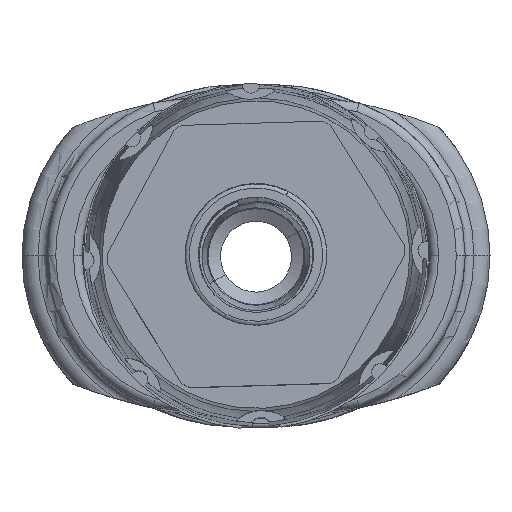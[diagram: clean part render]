
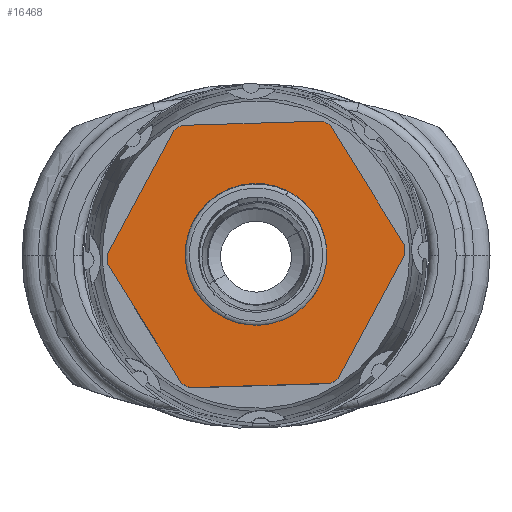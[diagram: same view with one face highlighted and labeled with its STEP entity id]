
A CAD part, top view. The second image highlights one B-rep face of the part: STEP entity #16468.
In plain terms, the highlighted planar face has unit normal (0, 0, 1).
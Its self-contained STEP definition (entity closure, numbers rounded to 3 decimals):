
#14044=AXIS2_PLACEMENT_3D('Circle Axis2P3D',#14042,#14043,$) ;
#14103=AXIS2_PLACEMENT_3D('Circle Axis2P3D',#14101,#14102,$) ;
#14125=AXIS2_PLACEMENT_3D('Circle Axis2P3D',#14123,#14124,$) ;
#14152=AXIS2_PLACEMENT_3D('Circle Axis2P3D',#14150,#14151,$) ;
#14211=AXIS2_PLACEMENT_3D('Circle Axis2P3D',#14209,#14210,$) ;
#14233=AXIS2_PLACEMENT_3D('Circle Axis2P3D',#14231,#14232,$) ;
#16402=AXIS2_PLACEMENT_3D('Plane Axis2P3D',#16399,#16400,#16401) ;
#16420=AXIS2_PLACEMENT_3D('Circle Axis2P3D',#16418,#16419,$) ;
#16429=AXIS2_PLACEMENT_3D('Circle Axis2P3D',#16427,#16428,$) ;
#16436=AXIS2_PLACEMENT_3D('Circle Axis2P3D',#16434,#16435,$) ;
#16443=AXIS2_PLACEMENT_3D('Circle Axis2P3D',#16441,#16442,$) ;
#16450=AXIS2_PLACEMENT_3D('Circle Axis2P3D',#16448,#16449,$) ;
#16457=AXIS2_PLACEMENT_3D('Circle Axis2P3D',#16455,#16456,$) ;
#14042=CARTESIAN_POINT('Axis2P3D Location',(13.2,9.75,75.35)) ;
#14046=CARTESIAN_POINT('Vertex',(8.566,16.756,75.35)) ;
#14048=CARTESIAN_POINT('Vertex',(9.004,17.027,75.35)) ;
#14084=CARTESIAN_POINT('Vertex',(17.404,17.022,75.35)) ;
#14098=CARTESIAN_POINT('Vertex',(16.95,17.266,75.35)) ;
#14101=CARTESIAN_POINT('Axis2P3D Location',(13.2,9.75,75.35)) ;
#14120=CARTESIAN_POINT('Vertex',(21.584,10.26,75.35)) ;
#14123=CARTESIAN_POINT('Axis2P3D Location',(13.2,9.75,75.35)) ;
#14127=CARTESIAN_POINT('Vertex',(21.6,9.745,75.35)) ;
#14150=CARTESIAN_POINT('Axis2P3D Location',(13.2,9.75,75.35)) ;
#14154=CARTESIAN_POINT('Vertex',(17.834,2.744,75.35)) ;
#14156=CARTESIAN_POINT('Vertex',(17.396,2.473,75.35)) ;
#14192=CARTESIAN_POINT('Vertex',(8.996,2.478,75.35)) ;
#14206=CARTESIAN_POINT('Vertex',(9.45,2.234,75.35)) ;
#14209=CARTESIAN_POINT('Axis2P3D Location',(13.2,9.75,75.35)) ;
#14226=CARTESIAN_POINT('Vertex',(4.816,9.24,75.35)) ;
#14231=CARTESIAN_POINT('Axis2P3D Location',(13.2,9.75,75.35)) ;
#14235=CARTESIAN_POINT('Vertex',(4.8,9.755,75.35)) ;
#16267=CARTESIAN_POINT('Line Origine',(6.906,5.859,75.35)) ;
#16285=CARTESIAN_POINT('Line Origine',(13.423,2.353,75.35)) ;
#16303=CARTESIAN_POINT('Line Origine',(6.683,13.255,75.35)) ;
#16321=CARTESIAN_POINT('Line Origine',(19.717,6.245,75.35)) ;
#16339=CARTESIAN_POINT('Line Origine',(19.494,13.641,75.35)) ;
#16357=CARTESIAN_POINT('Line Origine',(12.977,17.147,75.35)) ;
#16399=CARTESIAN_POINT('Axis2P3D Location',(13.2,9.75,75.35)) ;
#16418=CARTESIAN_POINT('Axis2P3D Location',(13.2,9.75,75.35)) ;
#16422=CARTESIAN_POINT('Vertex',(17.198,9.87,75.35)) ;
#16424=CARTESIAN_POINT('Vertex',(16.651,11.773,75.35)) ;
#16427=CARTESIAN_POINT('Axis2P3D Location',(13.2,9.75,75.35)) ;
#16431=CARTESIAN_POINT('Vertex',(13.32,5.752,75.35)) ;
#16434=CARTESIAN_POINT('Axis2P3D Location',(13.2,9.75,75.35)) ;
#16438=CARTESIAN_POINT('Vertex',(9.749,7.727,75.35)) ;
#16441=CARTESIAN_POINT('Axis2P3D Location',(13.2,9.75,75.35)) ;
#16445=CARTESIAN_POINT('Vertex',(9.202,9.63,75.35)) ;
#16448=CARTESIAN_POINT('Axis2P3D Location',(13.2,9.75,75.35)) ;
#16452=CARTESIAN_POINT('Vertex',(13.08,13.748,75.35)) ;
#16455=CARTESIAN_POINT('Axis2P3D Location',(13.2,9.75,75.35)) ;
#14043=DIRECTION('Axis2P3D Direction',(0.,0.,-1.)) ;
#14102=DIRECTION('Axis2P3D Direction',(0.,0.,-1.)) ;
#14124=DIRECTION('Axis2P3D Direction',(0.,0.,-1.)) ;
#14151=DIRECTION('Axis2P3D Direction',(0.,0.,-1.)) ;
#14210=DIRECTION('Axis2P3D Direction',(0.,0.,-1.)) ;
#14232=DIRECTION('Axis2P3D Direction',(0.,0.,-1.)) ;
#16268=DIRECTION('Vector Direction',(-0.526,0.851,0.)) ;
#16286=DIRECTION('Vector Direction',(-1.,-0.03,0.)) ;
#16304=DIRECTION('Vector Direction',(-0.474,-0.881,0.)) ;
#16322=DIRECTION('Vector Direction',(0.474,0.881,0.)) ;
#16340=DIRECTION('Vector Direction',(0.526,-0.851,0.)) ;
#16358=DIRECTION('Vector Direction',(1.,0.03,0.)) ;
#16400=DIRECTION('Axis2P3D Direction',(0.,0.,-1.)) ;
#16401=DIRECTION('Axis2P3D XDirection',(0.03,-1.,0.)) ;
#16419=DIRECTION('Axis2P3D Direction',(0.,0.,-1.)) ;
#16428=DIRECTION('Axis2P3D Direction',(0.,0.,-1.)) ;
#16435=DIRECTION('Axis2P3D Direction',(0.,0.,-1.)) ;
#16442=DIRECTION('Axis2P3D Direction',(0.,0.,-1.)) ;
#16449=DIRECTION('Axis2P3D Direction',(0.,0.,-1.)) ;
#16456=DIRECTION('Axis2P3D Direction',(0.,0.,-1.)) ;
#16269=VECTOR('Line Direction',#16268,1.) ;
#16287=VECTOR('Line Direction',#16286,1.) ;
#16305=VECTOR('Line Direction',#16304,1.) ;
#16323=VECTOR('Line Direction',#16322,1.) ;
#16341=VECTOR('Line Direction',#16340,1.) ;
#16359=VECTOR('Line Direction',#16358,1.) ;
#16405=ORIENTED_EDGE('',*,*,#14050,.F.) ;
#16406=ORIENTED_EDGE('',*,*,#16307,.T.) ;
#16407=ORIENTED_EDGE('',*,*,#14237,.F.) ;
#16408=ORIENTED_EDGE('',*,*,#16271,.F.) ;
#16409=ORIENTED_EDGE('',*,*,#14213,.F.) ;
#16410=ORIENTED_EDGE('',*,*,#16289,.F.) ;
#16411=ORIENTED_EDGE('',*,*,#14158,.F.) ;
#16412=ORIENTED_EDGE('',*,*,#16325,.T.) ;
#16413=ORIENTED_EDGE('',*,*,#14129,.F.) ;
#16414=ORIENTED_EDGE('',*,*,#16343,.F.) ;
#16415=ORIENTED_EDGE('',*,*,#14105,.F.) ;
#16416=ORIENTED_EDGE('',*,*,#16361,.F.) ;
#16461=ORIENTED_EDGE('',*,*,#16426,.F.) ;
#16462=ORIENTED_EDGE('',*,*,#16433,.F.) ;
#16463=ORIENTED_EDGE('',*,*,#16440,.F.) ;
#16464=ORIENTED_EDGE('',*,*,#16447,.F.) ;
#16465=ORIENTED_EDGE('',*,*,#16454,.F.) ;
#16466=ORIENTED_EDGE('',*,*,#16459,.F.) ;
#16467=FACE_BOUND('',#16460,.T.) ;
#16468=ADVANCED_FACE('Hauptk\X2\00F6\X0\rper',(#16417,#16467),#16403,.F.) ;
#14045=CIRCLE('generated circle',#14044,8.4) ;
#14104=CIRCLE('generated circle',#14103,8.4) ;
#14126=CIRCLE('generated circle',#14125,8.4) ;
#14153=CIRCLE('generated circle',#14152,8.4) ;
#14212=CIRCLE('generated circle',#14211,8.4) ;
#14234=CIRCLE('generated circle',#14233,8.4) ;
#16421=CIRCLE('generated circle',#16420,4.) ;
#16430=CIRCLE('generated circle',#16429,4.) ;
#16437=CIRCLE('generated circle',#16436,4.) ;
#16444=CIRCLE('generated circle',#16443,4.) ;
#16451=CIRCLE('generated circle',#16450,4.) ;
#16458=CIRCLE('generated circle',#16457,4.) ;
#14050=EDGE_CURVE('',#14047,#14049,#14045,.T.) ;
#14105=EDGE_CURVE('',#14099,#14085,#14104,.T.) ;
#14129=EDGE_CURVE('',#14121,#14128,#14126,.T.) ;
#14158=EDGE_CURVE('',#14155,#14157,#14153,.T.) ;
#14213=EDGE_CURVE('',#14207,#14193,#14212,.T.) ;
#14237=EDGE_CURVE('',#14227,#14236,#14234,.T.) ;
#16271=EDGE_CURVE('',#14193,#14227,#16270,.T.) ;
#16289=EDGE_CURVE('',#14157,#14207,#16288,.T.) ;
#16307=EDGE_CURVE('',#14047,#14236,#16306,.T.) ;
#16325=EDGE_CURVE('',#14155,#14128,#16324,.T.) ;
#16343=EDGE_CURVE('',#14085,#14121,#16342,.T.) ;
#16361=EDGE_CURVE('',#14049,#14099,#16360,.T.) ;
#16426=EDGE_CURVE('',#16423,#16425,#16421,.F.) ;
#16433=EDGE_CURVE('',#16432,#16423,#16430,.F.) ;
#16440=EDGE_CURVE('',#16439,#16432,#16437,.F.) ;
#16447=EDGE_CURVE('',#16446,#16439,#16444,.F.) ;
#16454=EDGE_CURVE('',#16453,#16446,#16451,.F.) ;
#16459=EDGE_CURVE('',#16425,#16453,#16458,.F.) ;
#16404=EDGE_LOOP('',(#16405,#16406,#16407,#16408,#16409,#16410,#16411,#16412,#16413,#16414,#16415,#16416)) ;
#16460=EDGE_LOOP('',(#16461,#16462,#16463,#16464,#16465,#16466)) ;
#16417=FACE_OUTER_BOUND('',#16404,.T.) ;
#16270=LINE('Line',#16267,#16269) ;
#16288=LINE('Line',#16285,#16287) ;
#16306=LINE('Line',#16303,#16305) ;
#16324=LINE('Line',#16321,#16323) ;
#16342=LINE('Line',#16339,#16341) ;
#16360=LINE('Line',#16357,#16359) ;
#16403=PLANE('',#16402) ;
#14047=VERTEX_POINT('',#14046) ;
#14049=VERTEX_POINT('',#14048) ;
#14085=VERTEX_POINT('',#14084) ;
#14099=VERTEX_POINT('',#14098) ;
#14121=VERTEX_POINT('',#14120) ;
#14128=VERTEX_POINT('',#14127) ;
#14155=VERTEX_POINT('',#14154) ;
#14157=VERTEX_POINT('',#14156) ;
#14193=VERTEX_POINT('',#14192) ;
#14207=VERTEX_POINT('',#14206) ;
#14227=VERTEX_POINT('',#14226) ;
#14236=VERTEX_POINT('',#14235) ;
#16423=VERTEX_POINT('',#16422) ;
#16425=VERTEX_POINT('',#16424) ;
#16432=VERTEX_POINT('',#16431) ;
#16439=VERTEX_POINT('',#16438) ;
#16446=VERTEX_POINT('',#16445) ;
#16453=VERTEX_POINT('',#16452) ;
